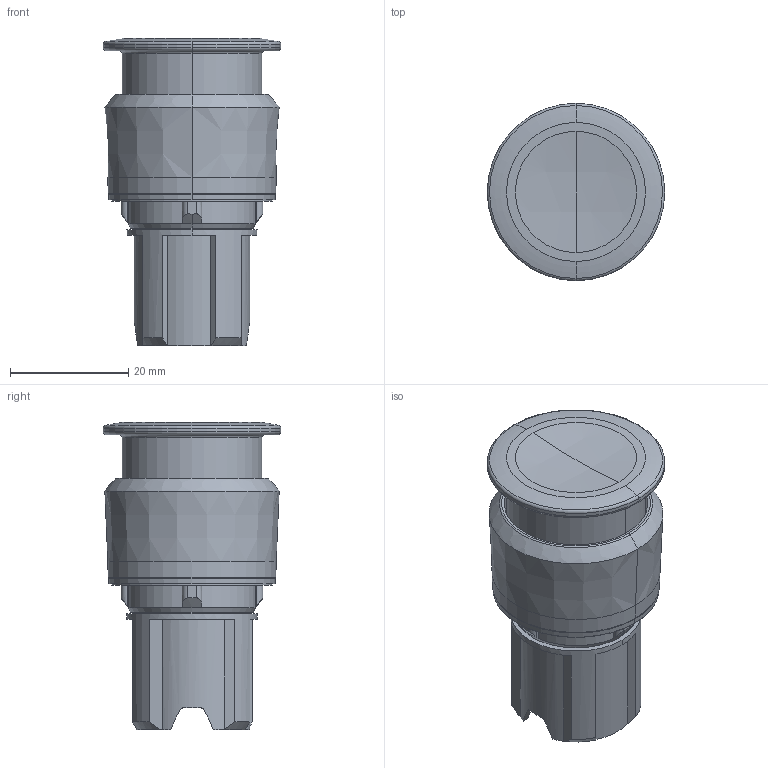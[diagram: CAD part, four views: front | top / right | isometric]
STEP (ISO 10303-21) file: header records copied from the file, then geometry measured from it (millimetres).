
FILE_DESCRIPTION(('STEP AP214'),'1');
FILE_NAME('cctmp_09A11EDC-FF08-4FF3-B4EB-371D7E5E9D41_2023_10_05_10_58_17_0198..stp','2023-10-05T08:58:17',('SIEMENS A&D'),('CADClick - www.CADClick.com'),'Spatial InterOp 3D postprocessed',' ','unknown authorization');
FILE_SCHEMA(('AUTOMOTIVE_DESIGN'));
Length unit declared in the file: millimetre
Products named in the file (1): 3SU1000-1AA10-0AA0
Bounding box: 30 x 30 x 51.9 mm (x, y, z)
Volume: 15627.7 mm3; surface area: 9717.7 mm2
Topology: 1 solids, 1 shells, 115 faces, 287 edges, 184 vertices
Faces by surface type: plane 43, cylinder 36, cone 22, torus 12, sphere 2
Entity records: 4034 total; most frequent: CARTESIAN_POINT 902, DIRECTION 602, ORIENTED_EDGE 574, EDGE_CURVE 287, AXIS2_PLACEMENT_3D 245, VERTEX_POINT 184, EDGE_LOOP 125, CIRCLE 121
